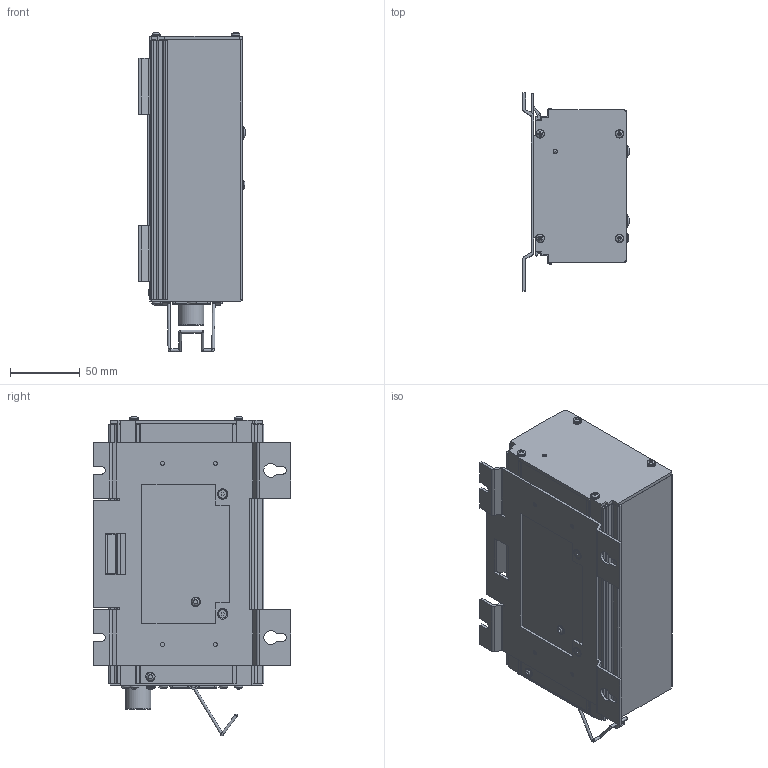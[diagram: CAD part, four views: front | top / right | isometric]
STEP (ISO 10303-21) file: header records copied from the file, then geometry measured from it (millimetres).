
FILE_DESCRIPTION((''),'2;1');
FILE_NAME('PM902062.stp','2009-09-14T13:42:52',('LEIB'),(''),'Autodesk Inventor 2009','Autodesk Inventor 2009','');
FILE_SCHEMA(('AUTOMOTIVE_DESIGN { 1 0 10303 214 1 1 1 1 }'));
Length unit declared in the file: millimetre
Products named in the file (1): Bauteil94
Bounding box: 76.37 x 142.02 x 229.24 mm (x, y, z)
Volume: 1372528.1 mm3; surface area: 155490.9 mm2
Topology: 3 solids, 8 shells, 801 faces, 2065 edges, 1315 vertices
Faces by surface type: plane 453, cylinder 156, torus 97, cone 61, bspline 20, sphere 14
Full cylindrical faces by diameter (mm): 2 x9, 2.8 x5, 2.9 x4, 3 x13, 3.4 x8, 4 x2, 4.3 x4, 6 x16, 6.7 x4, 8.8 x2, 18 x1
Entity records: 26599 total; most frequent: CARTESIAN_POINT 7127, DIRECTION 3871, ORIENTED_EDGE 3690, EDGE_CURVE 1845, AXIS2_PLACEMENT_3D 1408, VERTEX_POINT 1249, EDGE_LOOP 1059, VECTOR 1055
